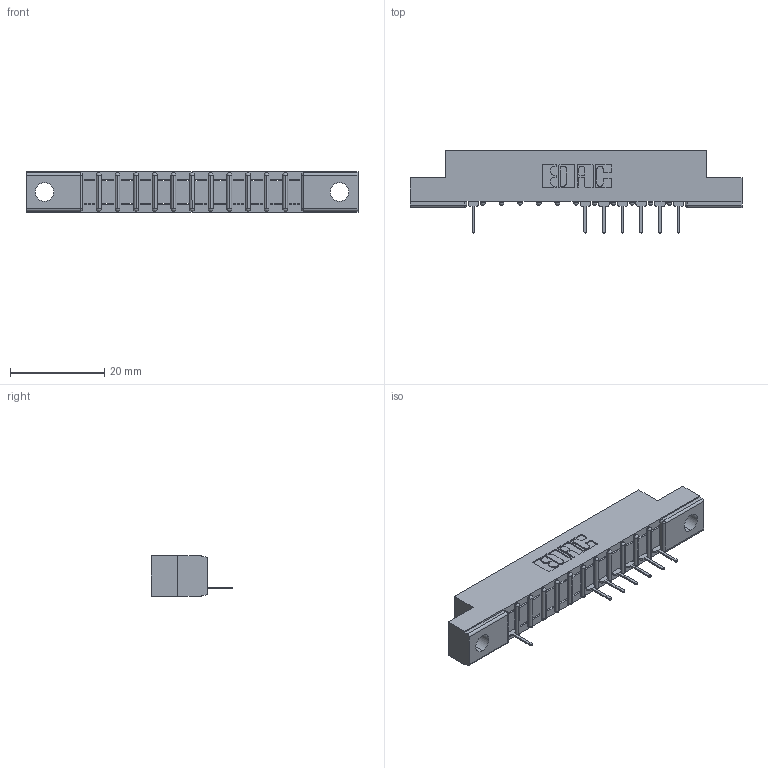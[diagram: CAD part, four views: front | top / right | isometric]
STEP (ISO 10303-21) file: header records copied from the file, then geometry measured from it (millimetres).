
FILE_DESCRIPTION (( 'STEP AP203' ), '1' );
FILE_NAME ('307-012-531-104.STEP', '2018-08-02T22:22:32', ( '' ), ( '' ), 'SwSTEP 2.0', 'SolidWorks 2016', '' );
FILE_SCHEMA (( 'CONFIG_CONTROL_DESIGN' ));
Length unit declared in the file: inch
Products named in the file (3): 307-290-001_531; 307-012-531-104; 307 Part_.156 Dia Mounting Holes
Assembly tree (8 placements, depth 2):
  307-012-531-104
    307 Part_.156 Dia Mounting Holes
    307-290-001_531  x7
Bounding box: 70.56 x 17.42 x 8.71 mm (x, y, z)
Volume: 4288.6 mm3; surface area: 5632 mm2
Topology: 8 solids, 8 shells, 637 faces, 1813 edges, 1162 vertices
Faces by surface type: plane 403, cylinder 208, sphere 26
Entity records: 14212 total; most frequent: CARTESIAN_POINT 2409, ORIENTED_EDGE 2398, DIRECTION 2347, EDGE_CURVE 1199, LINE 915, VECTOR 915, VERTEX_POINT 778, AXIS2_PLACEMENT_3D 716
